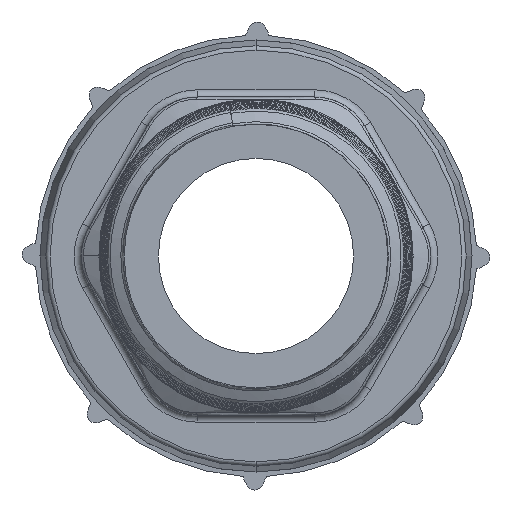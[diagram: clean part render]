
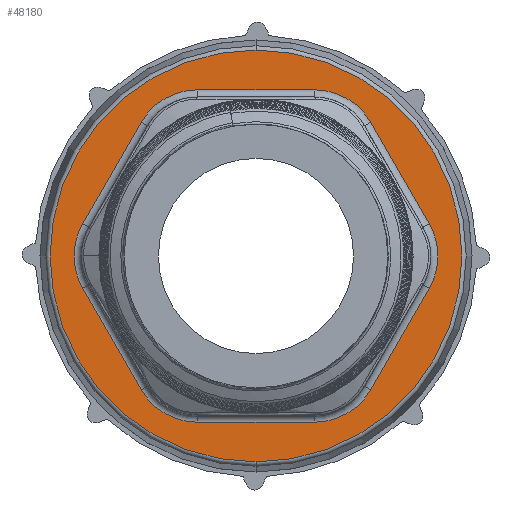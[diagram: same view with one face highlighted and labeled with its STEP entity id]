
A CAD part, left-side view. The second image highlights one B-rep face of the part: STEP entity #48180.
In plain terms, the highlighted face is planar.
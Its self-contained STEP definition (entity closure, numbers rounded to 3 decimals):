
#516 = CARTESIAN_POINT ( 'NONE',  ( -9.5, -11.5, 0. ) ) ;
#3312 = CIRCLE ( 'NONE', #43113, 4.5 ) ;
#3323 = ORIENTED_EDGE ( 'NONE', *, *, #47427, .T. ) ;
#5202 = VECTOR ( 'NONE', #55693, 1000. ) ;
#5309 = VERTEX_POINT ( 'NONE', #62292 ) ;
#5501 = EDGE_CURVE ( 'NONE', #47580, #47031, #68639, .T. ) ;
#5822 = CARTESIAN_POINT ( 'NONE',  ( -9.5, 14.246, 0. ) ) ;
#6713 = DIRECTION ( 'NONE',  ( -1., 0., 0. ) ) ;
#6835 = LINE ( 'NONE', #53352, #51499 ) ;
#6880 = AXIS2_PLACEMENT_3D ( 'NONE', #41609, #57420, #46721 ) ;
#7216 = CIRCLE ( 'NONE', #64298, 14.246 ) ;
#8018 = CARTESIAN_POINT ( 'NONE',  ( -9.5, 11.5, 0. ) ) ;
#9114 = DIRECTION ( 'NONE',  ( 0., -1., 0. ) ) ;
#10813 = ORIENTED_EDGE ( 'NONE', *, *, #18549, .T. ) ;
#12099 = DIRECTION ( 'NONE',  ( 0., -0.866, -0.5 ) ) ;
#13281 = CARTESIAN_POINT ( 'NONE',  ( -9.5, 2.25, 11.98 ) ) ;
#13656 = DIRECTION ( 'NONE',  ( -1., 0., 0. ) ) ;
#14623 = CARTESIAN_POINT ( 'NONE',  ( -9.5, 0., -8.083 ) ) ;
#14910 = VERTEX_POINT ( 'NONE', #13281 ) ;
#15732 = ORIENTED_EDGE ( 'NONE', *, *, #20252, .T. ) ;
#16106 = VECTOR ( 'NONE', #12099, 1000. ) ;
#16395 = DIRECTION ( 'NONE',  ( 0., -1., 0. ) ) ;
#16873 = FACE_BOUND ( 'NONE', #22004, .T. ) ;
#16874 = AXIS2_PLACEMENT_3D ( 'NONE', #49190, #48505, #58941 ) ;
#18549 = EDGE_CURVE ( 'NONE', #31761, #53117, #36650, .T. ) ;
#18661 = CARTESIAN_POINT ( 'NONE',  ( -9.5, 11.5, 4.041 ) ) ;
#18974 = CARTESIAN_POINT ( 'NONE',  ( -9.5, 5.75, 9.959 ) ) ;
#19419 = DIRECTION ( 'NONE',  ( 0., -1., 0. ) ) ;
#20199 = DIRECTION ( 'NONE',  ( 0., 1., 0. ) ) ;
#20252 = EDGE_CURVE ( 'NONE', #24401, #50125, #37427, .T. ) ;
#22004 = EDGE_LOOP ( 'NONE', ( #47705, #50455, #10813, #67729, #45250, #31515, #3323, #62145, #65082, #68468, #23475, #40954 ) ) ;
#22378 = CARTESIAN_POINT ( 'NONE',  ( -9.5, -2.25, -11.98 ) ) ;
#22545 = VERTEX_POINT ( 'NONE', #48271 ) ;
#22689 = EDGE_CURVE ( 'NONE', #63628, #31761, #58052, .T. ) ;
#23475 = ORIENTED_EDGE ( 'NONE', *, *, #51210, .T. ) ;
#24045 = EDGE_LOOP ( 'NONE', ( #55464, #15732 ) ) ;
#24160 = DIRECTION ( 'NONE',  ( 1., 0., 0. ) ) ;
#24401 = VERTEX_POINT ( 'NONE', #36728 ) ;
#25245 = CARTESIAN_POINT ( 'NONE',  ( -9.5, 2.25, -11.98 ) ) ;
#25771 = CIRCLE ( 'NONE', #61843, 4.5 ) ;
#26449 = EDGE_CURVE ( 'NONE', #29127, #49201, #3312, .T. ) ;
#27640 = LINE ( 'NONE', #54381, #61640 ) ;
#29127 = VERTEX_POINT ( 'NONE', #25245 ) ;
#29462 = DIRECTION ( 'NONE',  ( 0., 1., 0. ) ) ;
#30999 = LINE ( 'NONE', #516, #57551 ) ;
#31487 = CIRCLE ( 'NONE', #32797, 4.5 ) ;
#31515 = ORIENTED_EDGE ( 'NONE', *, *, #26449, .T. ) ;
#31761 = VERTEX_POINT ( 'NONE', #18661 ) ;
#32229 = DIRECTION ( 'NONE',  ( 0., 0., 1. ) ) ;
#32378 = CIRCLE ( 'NONE', #6880, 4.5 ) ;
#32797 = AXIS2_PLACEMENT_3D ( 'NONE', #64609, #6713, #16395 ) ;
#33379 = CARTESIAN_POINT ( 'NONE',  ( -9.5, -2.25, 11.98 ) ) ;
#34589 = CARTESIAN_POINT ( 'NONE',  ( -9.5, 7., 4.041 ) ) ;
#34972 = CARTESIAN_POINT ( 'NONE',  ( -9.5, 0., 8.083 ) ) ;
#35087 = FACE_OUTER_BOUND ( 'NONE', #24045, .T. ) ;
#36181 = CARTESIAN_POINT ( 'NONE',  ( -9.5, 0., 0. ) ) ;
#36650 = LINE ( 'NONE', #8018, #5202 ) ;
#36728 = CARTESIAN_POINT ( 'NONE',  ( -9.5, -14.246, 0. ) ) ;
#37427 = CIRCLE ( 'NONE', #54126, 14.246 ) ;
#39657 = CARTESIAN_POINT ( 'NONE',  ( -9.5, 0., 0. ) ) ;
#39967 = DIRECTION ( 'NONE',  ( 0., -1., 0. ) ) ;
#40353 = AXIS2_PLACEMENT_3D ( 'NONE', #65521, #65975, #39967 ) ;
#40924 = LINE ( 'NONE', #48477, #16106 ) ;
#40954 = ORIENTED_EDGE ( 'NONE', *, *, #55516, .T. ) ;
#41609 = CARTESIAN_POINT ( 'NONE',  ( -9.5, -7., 4.041 ) ) ;
#41858 = CARTESIAN_POINT ( 'NONE',  ( -9.5, 11.5, -4.041 ) ) ;
#42419 = CARTESIAN_POINT ( 'NONE',  ( -9.5, -11.5, 4.041 ) ) ;
#42559 = EDGE_CURVE ( 'NONE', #50125, #24401, #7216, .T. ) ;
#43007 = AXIS2_PLACEMENT_3D ( 'NONE', #34589, #66356, #66574 ) ;
#43113 = AXIS2_PLACEMENT_3D ( 'NONE', #14623, #51919, #9114 ) ;
#44438 = CARTESIAN_POINT ( 'NONE',  ( -9.5, -11.5, -4.041 ) ) ;
#45250 = ORIENTED_EDGE ( 'NONE', *, *, #65989, .T. ) ;
#46721 = DIRECTION ( 'NONE',  ( 0., -1., 0. ) ) ;
#46826 = EDGE_CURVE ( 'NONE', #47031, #65826, #30999, .T. ) ;
#47031 = VERTEX_POINT ( 'NONE', #44438 ) ;
#47427 = EDGE_CURVE ( 'NONE', #49201, #47580, #27640, .T. ) ;
#47580 = VERTEX_POINT ( 'NONE', #68163 ) ;
#47705 = ORIENTED_EDGE ( 'NONE', *, *, #56412, .T. ) ;
#48180 = ADVANCED_FACE ( 'NONE', ( #16873, #35087 ), #53824, .F. ) ;
#48271 = CARTESIAN_POINT ( 'NONE',  ( -9.5, -9.25, 7.939 ) ) ;
#48477 = CARTESIAN_POINT ( 'NONE',  ( -9.5, 5.75, -9.959 ) ) ;
#48505 = DIRECTION ( 'NONE',  ( -1., 0., 0. ) ) ;
#49190 = CARTESIAN_POINT ( 'NONE',  ( -9.5, 0., 0. ) ) ;
#49201 = VERTEX_POINT ( 'NONE', #22378 ) ;
#49548 = CARTESIAN_POINT ( 'NONE',  ( -9.5, 9.25, 7.939 ) ) ;
#50125 = VERTEX_POINT ( 'NONE', #5822 ) ;
#50455 = ORIENTED_EDGE ( 'NONE', *, *, #22689, .T. ) ;
#51210 = EDGE_CURVE ( 'NONE', #22545, #68050, #6835, .T. ) ;
#51437 = VECTOR ( 'NONE', #56277, 1000. ) ;
#51499 = VECTOR ( 'NONE', #64053, 1000. ) ;
#51919 = DIRECTION ( 'NONE',  ( -1., 0., 0. ) ) ;
#51956 = DIRECTION ( 'NONE',  ( 1., 0., 0. ) ) ;
#53117 = VERTEX_POINT ( 'NONE', #41858 ) ;
#53352 = CARTESIAN_POINT ( 'NONE',  ( -9.5, -5.75, 9.959 ) ) ;
#53824 = PLANE ( 'NONE',  #16874 ) ;
#54126 = AXIS2_PLACEMENT_3D ( 'NONE', #39657, #24160, #29462 ) ;
#54142 = DIRECTION ( 'NONE',  ( 0., -0.866, 0.5 ) ) ;
#54381 = CARTESIAN_POINT ( 'NONE',  ( -9.5, -5.75, -9.959 ) ) ;
#55464 = ORIENTED_EDGE ( 'NONE', *, *, #42559, .T. ) ;
#55516 = EDGE_CURVE ( 'NONE', #68050, #14910, #25771, .T. ) ;
#55693 = DIRECTION ( 'NONE',  ( 0., 0., -1. ) ) ;
#56277 = DIRECTION ( 'NONE',  ( 0., 0.866, -0.5 ) ) ;
#56412 = EDGE_CURVE ( 'NONE', #14910, #63628, #62251, .T. ) ;
#56576 = EDGE_CURVE ( 'NONE', #65826, #22545, #32378, .T. ) ;
#57420 = DIRECTION ( 'NONE',  ( -1., 0., 0. ) ) ;
#57500 = EDGE_CURVE ( 'NONE', #53117, #5309, #31487, .T. ) ;
#57551 = VECTOR ( 'NONE', #32229, 1000. ) ;
#58052 = CIRCLE ( 'NONE', #43007, 4.5 ) ;
#58941 = DIRECTION ( 'NONE',  ( 0., -1., 0. ) ) ;
#61640 = VECTOR ( 'NONE', #54142, 1000. ) ;
#61843 = AXIS2_PLACEMENT_3D ( 'NONE', #34972, #13656, #19419 ) ;
#62145 = ORIENTED_EDGE ( 'NONE', *, *, #5501, .T. ) ;
#62251 = LINE ( 'NONE', #18974, #51437 ) ;
#62292 = CARTESIAN_POINT ( 'NONE',  ( -9.5, 9.25, -7.939 ) ) ;
#63628 = VERTEX_POINT ( 'NONE', #49548 ) ;
#64053 = DIRECTION ( 'NONE',  ( 0., 0.866, 0.5 ) ) ;
#64298 = AXIS2_PLACEMENT_3D ( 'NONE', #36181, #51956, #20199 ) ;
#64609 = CARTESIAN_POINT ( 'NONE',  ( -9.5, 7., -4.041 ) ) ;
#65082 = ORIENTED_EDGE ( 'NONE', *, *, #46826, .T. ) ;
#65521 = CARTESIAN_POINT ( 'NONE',  ( -9.5, -7., -4.041 ) ) ;
#65826 = VERTEX_POINT ( 'NONE', #42419 ) ;
#65975 = DIRECTION ( 'NONE',  ( -1., 0., 0. ) ) ;
#65989 = EDGE_CURVE ( 'NONE', #5309, #29127, #40924, .T. ) ;
#66356 = DIRECTION ( 'NONE',  ( -1., 0., 0. ) ) ;
#66574 = DIRECTION ( 'NONE',  ( 0., -1., 0. ) ) ;
#67729 = ORIENTED_EDGE ( 'NONE', *, *, #57500, .T. ) ;
#68050 = VERTEX_POINT ( 'NONE', #33379 ) ;
#68163 = CARTESIAN_POINT ( 'NONE',  ( -9.5, -9.25, -7.939 ) ) ;
#68468 = ORIENTED_EDGE ( 'NONE', *, *, #56576, .T. ) ;
#68639 = CIRCLE ( 'NONE', #40353, 4.5 ) ;
